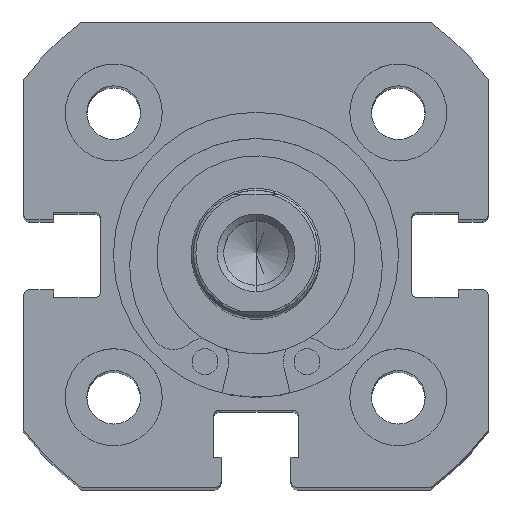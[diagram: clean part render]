
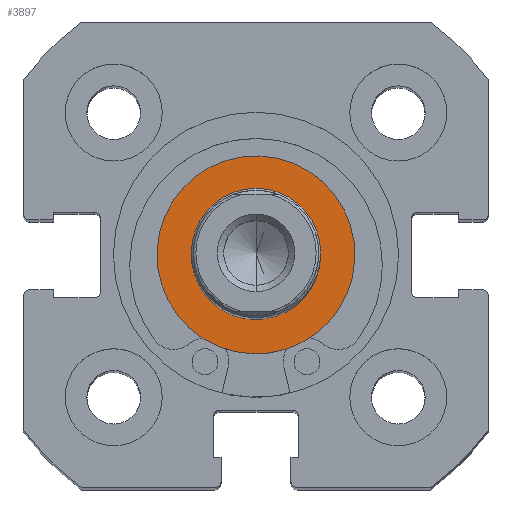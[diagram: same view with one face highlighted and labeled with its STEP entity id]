
A CAD part, top view. The second image highlights one B-rep face of the part: STEP entity #3897.
In plain terms, the highlighted face is planar.
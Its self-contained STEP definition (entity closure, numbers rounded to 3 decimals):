
#255 = AXIS2_PLACEMENT_3D ( 'NONE', #5107, #5109, #5110 ) ;
#329 = AXIS2_PLACEMENT_3D ( 'NONE', #943, #944, #945 ) ;
#344 = AXIS2_PLACEMENT_3D ( 'NONE', #1010, #1012, #1013 ) ;
#407 = AXIS2_PLACEMENT_3D ( 'NONE', #1356, #1363, #1364 ) ;
#421 = AXIS2_PLACEMENT_3D ( 'NONE', #1461, #1463, #1464 ) ;
#770 = CARTESIAN_POINT ( 'NONE',  ( 0., 0., -7.65 ) ) ;
#780 = CARTESIAN_POINT ( 'NONE',  ( 0., 0., -5. ) ) ;
#884 = CARTESIAN_POINT ( 'NONE',  ( 0., 0., 7.65 ) ) ;
#943 = CARTESIAN_POINT ( 'NONE',  ( 0., 0., 0. ) ) ;
#944 = DIRECTION ( 'NONE',  ( -1., 0., 0. ) ) ;
#945 = DIRECTION ( 'NONE',  ( 0., 0., 1. ) ) ;
#1010 = CARTESIAN_POINT ( 'NONE',  ( 0., 0., 0. ) ) ;
#1012 = DIRECTION ( 'NONE',  ( -1., 0., 0. ) ) ;
#1013 = DIRECTION ( 'NONE',  ( 0., 0., 1. ) ) ;
#1356 = CARTESIAN_POINT ( 'NONE',  ( 0., 0., 0. ) ) ;
#1363 = DIRECTION ( 'NONE',  ( -1., 0., 0. ) ) ;
#1364 = DIRECTION ( 'NONE',  ( 0., 0., 1. ) ) ;
#1461 = CARTESIAN_POINT ( 'NONE',  ( 0., 0., 0. ) ) ;
#1463 = DIRECTION ( 'NONE',  ( -1., 0., 0. ) ) ;
#1464 = DIRECTION ( 'NONE',  ( 0., 0., 1. ) ) ;
#1645 = CARTESIAN_POINT ( 'NONE',  ( 0., 0., 5. ) ) ;
#2942 = ORIENTED_EDGE ( 'NONE', *, *, #5524, .F. ) ;
#2944 = ORIENTED_EDGE ( 'NONE', *, *, #5485, .F. ) ;
#2949 = ORIENTED_EDGE ( 'NONE', *, *, #5317, .T. ) ;
#2950 = ORIENTED_EDGE ( 'NONE', *, *, #5345, .T. ) ;
#3071 = EDGE_LOOP ( 'NONE', ( #2949, #2950 ) ) ;
#3104 = EDGE_LOOP ( 'NONE', ( #2942, #2944 ) ) ;
#3710 = FACE_BOUND ( 'NONE', #3104, .T. ) ;
#3711 = FACE_OUTER_BOUND ( 'NONE', #3071, .T. ) ;
#3863 = CIRCLE ( 'NONE', #329, 7.65 ) ;
#3897 = ADVANCED_FACE ( 'NONE', ( #3710, #3711 ), #5108, .F. ) ;
#4048 = VERTEX_POINT ( 'NONE', #770 ) ;
#4058 = VERTEX_POINT ( 'NONE', #780 ) ;
#5107 = CARTESIAN_POINT ( 'NONE',  ( 0., 7.65, 0. ) ) ;
#5108 = PLANE ( 'NONE',  #255 ) ;
#5109 = DIRECTION ( 'NONE',  ( 1., 0., 0. ) ) ;
#5110 = DIRECTION ( 'NONE',  ( 0., 0., -1. ) ) ;
#5284 = VERTEX_POINT ( 'NONE', #884 ) ;
#5317 = EDGE_CURVE ( 'NONE', #5284, #4048, #3863, .T. ) ;
#5345 = EDGE_CURVE ( 'NONE', #4048, #5284, #5596, .T. ) ;
#5485 = EDGE_CURVE ( 'NONE', #4058, #6056, #5810, .T. ) ;
#5524 = EDGE_CURVE ( 'NONE', #6056, #4058, #5871, .T. ) ;
#5596 = CIRCLE ( 'NONE', #344, 7.65 ) ;
#5810 = CIRCLE ( 'NONE', #407, 5. ) ;
#5871 = CIRCLE ( 'NONE', #421, 5. ) ;
#6056 = VERTEX_POINT ( 'NONE', #1645 ) ;
